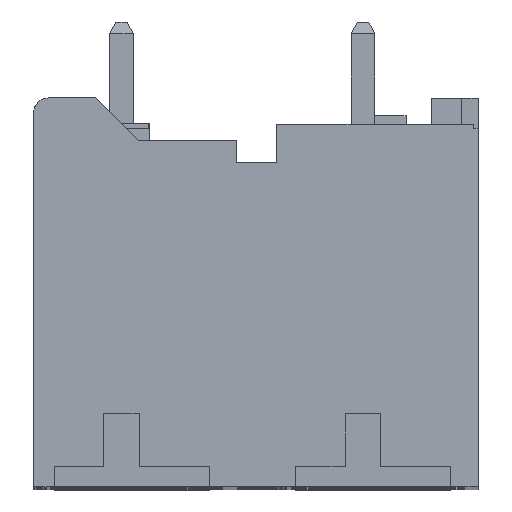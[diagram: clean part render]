
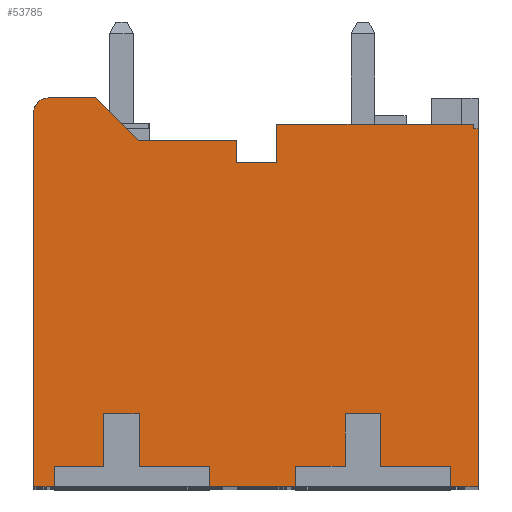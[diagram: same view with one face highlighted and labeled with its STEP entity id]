
A CAD part, top view. The second image highlights one B-rep face of the part: STEP entity #53785.
In plain terms, the highlighted planar face has unit normal (0, 0, 1).
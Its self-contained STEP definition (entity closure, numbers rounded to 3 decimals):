
#134=DIRECTION('',(0.,1.,0.));
#135=VECTOR('',#134,12.25);
#136=CARTESIAN_POINT('',(12.2,0.,44.2));
#137=LINE('',#136,#135);
#307=DIRECTION('',(1.,0.,0.));
#308=VECTOR('',#307,0.7);
#309=CARTESIAN_POINT('',(-3.,0.,44.2));
#310=LINE('',#309,#308);
#315=DIRECTION('',(1.,0.,0.));
#316=VECTOR('',#315,2.95);
#317=CARTESIAN_POINT('',(3.,0.,44.2));
#318=LINE('',#317,#316);
#323=DIRECTION('',(1.,0.,0.));
#324=VECTOR('',#323,0.95);
#325=CARTESIAN_POINT('',(11.25,0.,44.2));
#326=LINE('',#325,#324);
#1871=DIRECTION('',(0.,-1.,0.));
#1872=VECTOR('',#1871,12.8);
#1873=CARTESIAN_POINT('',(-3.,12.8,44.2));
#1874=LINE('',#1873,#1872);
#2309=DIRECTION('',(0.,-1.,0.));
#2310=VECTOR('',#2309,1.308);
#2311=CARTESIAN_POINT('',(5.308,12.408,44.2));
#2312=LINE('',#2311,#2310);
#3417=DIRECTION('',(-1.,0.,0.));
#3418=VECTOR('',#3417,6.731);
#3419=CARTESIAN_POINT('',(12.038,12.408,44.2));
#3420=LINE('',#3419,#3418);
#7218=DIRECTION('',(-1.,0.,0.));
#7219=VECTOR('',#7218,3.362);
#7220=CARTESIAN_POINT('',(3.933,11.829,44.2));
#7221=LINE('',#7220,#7219);
#7757=DIRECTION('',(0.,1.,0.));
#7758=VECTOR('',#7757,0.729);
#7759=CARTESIAN_POINT('',(3.933,11.1,44.2));
#7760=LINE('',#7759,#7758);
#9300=DIRECTION('',(1.,0.,0.));
#9301=VECTOR('',#9300,0.162);
#9302=CARTESIAN_POINT('',(12.038,12.25,44.2));
#9303=LINE('',#9302,#9301);
#9304=DIRECTION('',(0.,1.,0.));
#9305=VECTOR('',#9304,0.7);
#9306=CARTESIAN_POINT('',(11.25,0.,44.2));
#9307=LINE('',#9306,#9305);
#9308=DIRECTION('',(0.,1.,0.));
#9309=VECTOR('',#9308,1.8);
#9310=CARTESIAN_POINT('',(8.85,0.7,44.2));
#9311=LINE('',#9310,#9309);
#9312=DIRECTION('',(0.,1.,0.));
#9313=VECTOR('',#9312,0.7);
#9314=CARTESIAN_POINT('',(3.,0.,44.2));
#9315=LINE('',#9314,#9313);
#9316=DIRECTION('',(0.,1.,0.));
#9317=VECTOR('',#9316,1.8);
#9318=CARTESIAN_POINT('',(0.6,0.7,44.2));
#9319=LINE('',#9318,#9317);
#9320=CARTESIAN_POINT('',(-2.5,12.8,44.2));
#9321=DIRECTION('',(0.,0.,-1.));
#9322=DIRECTION('',(-1.,0.,0.));
#9323=AXIS2_PLACEMENT_3D('',#9320,#9321,#9322);
#9325=DIRECTION('',(0.707,-0.707,0.));
#9326=VECTOR('',#9325,2.08);
#9327=CARTESIAN_POINT('',(-0.9,13.3,44.2));
#9328=LINE('',#9327,#9326);
#9329=DIRECTION('',(1.,0.,0.));
#9330=VECTOR('',#9329,1.375);
#9331=CARTESIAN_POINT('',(3.933,11.1,44.2));
#9332=LINE('',#9331,#9330);
#9337=DIRECTION('',(0.,1.,0.));
#9338=VECTOR('',#9337,0.158);
#9339=CARTESIAN_POINT('',(12.038,12.25,44.2));
#9340=LINE('',#9339,#9338);
#10681=DIRECTION('',(1.,0.,0.));
#10682=VECTOR('',#10681,2.4);
#10683=CARTESIAN_POINT('',(8.85,0.7,44.2));
#10684=LINE('',#10683,#10682);
#10725=DIRECTION('',(0.,1.,0.));
#10726=VECTOR('',#10725,0.7);
#10727=CARTESIAN_POINT('',(5.95,0.,44.2));
#10728=LINE('',#10727,#10726);
#10737=DIRECTION('',(1.,0.,0.));
#10738=VECTOR('',#10737,1.7);
#10739=CARTESIAN_POINT('',(5.95,0.7,44.2));
#10740=LINE('',#10739,#10738);
#10741=DIRECTION('',(0.,1.,0.));
#10742=VECTOR('',#10741,1.8);
#10743=CARTESIAN_POINT('',(7.65,0.7,44.2));
#10744=LINE('',#10743,#10742);
#10749=DIRECTION('',(1.,0.,0.));
#10750=VECTOR('',#10749,1.2);
#10751=CARTESIAN_POINT('',(7.65,2.5,44.2));
#10752=LINE('',#10751,#10750);
#10793=DIRECTION('',(1.,0.,0.));
#10794=VECTOR('',#10793,2.4);
#10795=CARTESIAN_POINT('',(0.6,0.7,44.2));
#10796=LINE('',#10795,#10794);
#10805=DIRECTION('',(1.,0.,0.));
#10806=VECTOR('',#10805,1.2);
#10807=CARTESIAN_POINT('',(-0.6,2.5,44.2));
#10808=LINE('',#10807,#10806);
#10813=DIRECTION('',(0.,1.,0.));
#10814=VECTOR('',#10813,1.8);
#10815=CARTESIAN_POINT('',(-0.6,0.7,44.2));
#10816=LINE('',#10815,#10814);
#10825=DIRECTION('',(1.,0.,0.));
#10826=VECTOR('',#10825,1.7);
#10827=CARTESIAN_POINT('',(-2.3,0.7,44.2));
#10828=LINE('',#10827,#10826);
#10829=DIRECTION('',(0.,1.,0.));
#10830=VECTOR('',#10829,0.7);
#10831=CARTESIAN_POINT('',(-2.3,0.,44.2));
#10832=LINE('',#10831,#10830);
#11294=DIRECTION('',(-1.,0.,0.));
#11295=VECTOR('',#11294,1.6);
#11296=CARTESIAN_POINT('',(-0.9,13.3,44.2));
#11297=LINE('',#11296,#11295);
#32155=CARTESIAN_POINT('',(12.2,0.,44.2));
#32156=VERTEX_POINT('',#32155);
#32157=CARTESIAN_POINT('',(12.2,12.25,44.2));
#32158=VERTEX_POINT('',#32157);
#32295=CARTESIAN_POINT('',(-3.,0.,44.2));
#32296=VERTEX_POINT('',#32295);
#32297=CARTESIAN_POINT('',(-2.3,0.,44.2));
#32298=VERTEX_POINT('',#32297);
#32303=CARTESIAN_POINT('',(3.,0.,44.2));
#32304=VERTEX_POINT('',#32303);
#32305=CARTESIAN_POINT('',(5.95,0.,44.2));
#32306=VERTEX_POINT('',#32305);
#32311=CARTESIAN_POINT('',(11.25,0.,44.2));
#32312=VERTEX_POINT('',#32311);
#33519=CARTESIAN_POINT('',(-3.,12.8,44.2));
#33520=VERTEX_POINT('',#33519);
#33975=CARTESIAN_POINT('',(12.038,12.408,44.2));
#33976=VERTEX_POINT('',#33975);
#33977=CARTESIAN_POINT('',(5.308,12.408,44.2));
#33978=VERTEX_POINT('',#33977);
#34471=CARTESIAN_POINT('',(12.038,12.25,44.2));
#34472=VERTEX_POINT('',#34471);
#34473=CARTESIAN_POINT('',(11.25,0.7,44.2));
#34474=VERTEX_POINT('',#34473);
#34475=CARTESIAN_POINT('',(8.85,0.7,44.2));
#34476=VERTEX_POINT('',#34475);
#34477=CARTESIAN_POINT('',(8.85,2.5,44.2));
#34478=VERTEX_POINT('',#34477);
#34479=CARTESIAN_POINT('',(7.65,2.5,44.2));
#34480=VERTEX_POINT('',#34479);
#34481=CARTESIAN_POINT('',(7.65,0.7,44.2));
#34482=VERTEX_POINT('',#34481);
#34483=CARTESIAN_POINT('',(5.95,0.7,44.2));
#34484=VERTEX_POINT('',#34483);
#34485=CARTESIAN_POINT('',(3.,0.7,44.2));
#34486=VERTEX_POINT('',#34485);
#34487=CARTESIAN_POINT('',(0.6,0.7,44.2));
#34488=VERTEX_POINT('',#34487);
#34489=CARTESIAN_POINT('',(0.6,2.5,44.2));
#34490=VERTEX_POINT('',#34489);
#34491=CARTESIAN_POINT('',(-0.6,2.5,44.2));
#34492=VERTEX_POINT('',#34491);
#34493=CARTESIAN_POINT('',(-0.6,0.7,44.2));
#34494=VERTEX_POINT('',#34493);
#34495=CARTESIAN_POINT('',(-2.3,0.7,44.2));
#34496=VERTEX_POINT('',#34495);
#34497=CARTESIAN_POINT('',(-2.5,13.3,44.2));
#34498=VERTEX_POINT('',#34497);
#34499=CARTESIAN_POINT('',(-0.9,13.3,44.2));
#34500=VERTEX_POINT('',#34499);
#34501=CARTESIAN_POINT('',(0.571,11.829,44.2));
#34502=VERTEX_POINT('',#34501);
#34503=CARTESIAN_POINT('',(3.933,11.829,44.2));
#34504=VERTEX_POINT('',#34503);
#34505=CARTESIAN_POINT('',(3.933,11.1,44.2));
#34506=VERTEX_POINT('',#34505);
#34507=CARTESIAN_POINT('',(5.308,11.1,44.2));
#34508=VERTEX_POINT('',#34507);
#53730=CARTESIAN_POINT('',(0.,0.,44.2));
#53731=DIRECTION('',(0.,0.,1.));
#53732=DIRECTION('',(1.,0.,0.));
#53733=AXIS2_PLACEMENT_3D('',#53730,#53731,#53732);
#53734=PLANE('',#53733);
#53736=ORIENTED_EDGE('',*,*,#53735,.T.);
#53737=ORIENTED_EDGE('',*,*,#42161,.F.);
#53738=ORIENTED_EDGE('',*,*,#42328,.F.);
#53740=ORIENTED_EDGE('',*,*,#53739,.T.);
#53742=ORIENTED_EDGE('',*,*,#53741,.F.);
#53744=ORIENTED_EDGE('',*,*,#53743,.T.);
#53746=ORIENTED_EDGE('',*,*,#53745,.F.);
#53748=ORIENTED_EDGE('',*,*,#53747,.F.);
#53750=ORIENTED_EDGE('',*,*,#53749,.F.);
#53752=ORIENTED_EDGE('',*,*,#53751,.F.);
#53753=ORIENTED_EDGE('',*,*,#42320,.F.);
#53755=ORIENTED_EDGE('',*,*,#53754,.T.);
#53757=ORIENTED_EDGE('',*,*,#53756,.F.);
#53759=ORIENTED_EDGE('',*,*,#53758,.T.);
#53761=ORIENTED_EDGE('',*,*,#53760,.F.);
#53763=ORIENTED_EDGE('',*,*,#53762,.F.);
#53765=ORIENTED_EDGE('',*,*,#53764,.F.);
#53767=ORIENTED_EDGE('',*,*,#53766,.F.);
#53768=ORIENTED_EDGE('',*,*,#42312,.F.);
#53769=ORIENTED_EDGE('',*,*,#43678,.F.);
#53771=ORIENTED_EDGE('',*,*,#53770,.T.);
#53773=ORIENTED_EDGE('',*,*,#53772,.F.);
#53775=ORIENTED_EDGE('',*,*,#53774,.T.);
#53776=ORIENTED_EDGE('',*,*,#50870,.F.);
#53777=ORIENTED_EDGE('',*,*,#51392,.F.);
#53778=ORIENTED_EDGE('',*,*,#53725,.T.);
#53779=ORIENTED_EDGE('',*,*,#44252,.F.);
#53780=ORIENTED_EDGE('',*,*,#45016,.F.);
#53782=ORIENTED_EDGE('',*,*,#53781,.F.);
#53783=EDGE_LOOP('',(#53736,#53737,#53738,#53740,#53742,#53744,#53746,#53748,
#53750,#53752,#53753,#53755,#53757,#53759,#53761,#53763,#53765,#53767,#53768,
#53769,#53771,#53773,#53775,#53776,#53777,#53778,#53779,#53780,#53782));
#53784=FACE_OUTER_BOUND('',#53783,.F.);
#9324=CIRCLE('',#9323,0.5);
#42161=EDGE_CURVE('',#32156,#32158,#137,.T.);
#42312=EDGE_CURVE('',#32296,#32298,#310,.T.);
#42320=EDGE_CURVE('',#32304,#32306,#318,.T.);
#42328=EDGE_CURVE('',#32312,#32156,#326,.T.);
#43678=EDGE_CURVE('',#33520,#32296,#1874,.T.);
#44252=EDGE_CURVE('',#33978,#34508,#2312,.T.);
#45016=EDGE_CURVE('',#33976,#33978,#3420,.T.);
#50870=EDGE_CURVE('',#34504,#34502,#7221,.T.);
#51392=EDGE_CURVE('',#34506,#34504,#7760,.T.);
#53725=EDGE_CURVE('',#34506,#34508,#9332,.T.);
#53735=EDGE_CURVE('',#34472,#32158,#9303,.T.);
#53739=EDGE_CURVE('',#32312,#34474,#9307,.T.);
#53741=EDGE_CURVE('',#34476,#34474,#10684,.T.);
#53743=EDGE_CURVE('',#34476,#34478,#9311,.T.);
#53745=EDGE_CURVE('',#34480,#34478,#10752,.T.);
#53747=EDGE_CURVE('',#34482,#34480,#10744,.T.);
#53749=EDGE_CURVE('',#34484,#34482,#10740,.T.);
#53751=EDGE_CURVE('',#32306,#34484,#10728,.T.);
#53754=EDGE_CURVE('',#32304,#34486,#9315,.T.);
#53756=EDGE_CURVE('',#34488,#34486,#10796,.T.);
#53758=EDGE_CURVE('',#34488,#34490,#9319,.T.);
#53760=EDGE_CURVE('',#34492,#34490,#10808,.T.);
#53762=EDGE_CURVE('',#34494,#34492,#10816,.T.);
#53764=EDGE_CURVE('',#34496,#34494,#10828,.T.);
#53766=EDGE_CURVE('',#32298,#34496,#10832,.T.);
#53770=EDGE_CURVE('',#33520,#34498,#9324,.T.);
#53772=EDGE_CURVE('',#34500,#34498,#11297,.T.);
#53774=EDGE_CURVE('',#34500,#34502,#9328,.T.);
#53781=EDGE_CURVE('',#34472,#33976,#9340,.T.);
#53785=ADVANCED_FACE('',(#53784),#53734,.T.);
